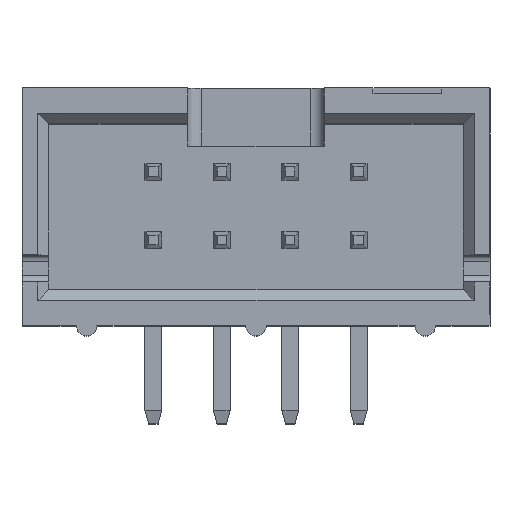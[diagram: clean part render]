
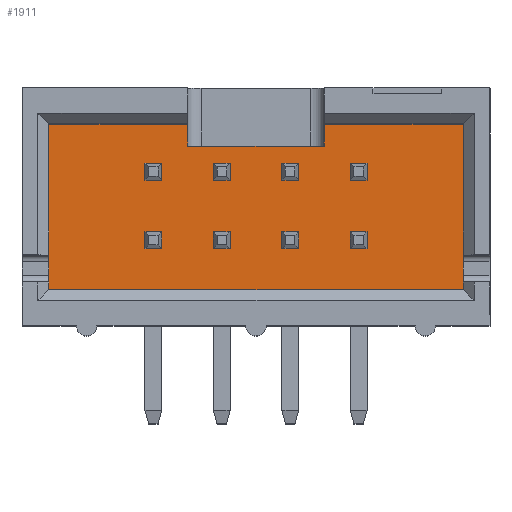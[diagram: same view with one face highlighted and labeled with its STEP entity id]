
A CAD part, top view. The second image highlights one B-rep face of the part: STEP entity #1911.
In plain terms, the highlighted planar face has unit normal (0, 0, 1).
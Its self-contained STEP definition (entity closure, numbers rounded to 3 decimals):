
#61 = VECTOR ( 'NONE', #6457, 1000. ) ;
#81 = CARTESIAN_POINT ( 'NONE',  ( -7.695, 6.671, 6.29 ) ) ;
#132 = ORIENTED_EDGE ( 'NONE', *, *, #827, .F. ) ;
#168 = DIRECTION ( 'NONE',  ( 0., 1., 0. ) ) ;
#174 = VERTEX_POINT ( 'NONE', #2390 ) ;
#201 = LINE ( 'NONE', #2261, #5765 ) ;
#206 = ORIENTED_EDGE ( 'NONE', *, *, #584, .T. ) ;
#217 = VERTEX_POINT ( 'NONE', #4116 ) ;
#336 = VERTEX_POINT ( 'NONE', #5306 ) ;
#345 = ORIENTED_EDGE ( 'NONE', *, *, #6231, .F. ) ;
#359 = LINE ( 'NONE', #3352, #6253 ) ;
#413 = CARTESIAN_POINT ( 'NONE',  ( 7.695, 1.715, 6.29 ) ) ;
#452 = VECTOR ( 'NONE', #6581, 1000. ) ;
#584 = EDGE_CURVE ( 'NONE', #6359, #5939, #359, .T. ) ;
#607 = CARTESIAN_POINT ( 'NONE',  ( 7.695, 2.529, 6.29 ) ) ;
#739 = DIRECTION ( 'NONE',  ( 0., -1., 0. ) ) ;
#786 = ORIENTED_EDGE ( 'NONE', *, *, #4675, .T. ) ;
#812 = CARTESIAN_POINT ( 'NONE',  ( 7.695, 7.865, 6.29 ) ) ;
#827 = EDGE_CURVE ( 'NONE', #174, #4845, #4235, .T. ) ;
#836 = DIRECTION ( 'NONE',  ( 0., 1., 0. ) ) ;
#858 = VERTEX_POINT ( 'NONE', #2770 ) ;
#1068 = LINE ( 'NONE', #1447, #2598 ) ;
#1245 = CARTESIAN_POINT ( 'NONE',  ( 2.54, 0., 6.29 ) ) ;
#1302 = CARTESIAN_POINT ( 'NONE',  ( 2.54, 7.865, 6.29 ) ) ;
#1304 = EDGE_CURVE ( 'NONE', #5939, #4672, #5989, .T. ) ;
#1400 = DIRECTION ( 'NONE',  ( 0., 0., 1. ) ) ;
#1447 = CARTESIAN_POINT ( 'NONE',  ( 7.695, 7.865, 6.29 ) ) ;
#1480 = DIRECTION ( 'NONE',  ( -1., 0., 0. ) ) ;
#1665 = ORIENTED_EDGE ( 'NONE', *, *, #2812, .T. ) ;
#1832 = LINE ( 'NONE', #812, #5420 ) ;
#1911 = ADVANCED_FACE ( 'NONE', ( #5104 ), #4036, .T. ) ;
#1971 = EDGE_CURVE ( 'NONE', #4672, #217, #3068, .T. ) ;
#1980 = ORIENTED_EDGE ( 'NONE', *, *, #1304, .T. ) ;
#2132 = EDGE_CURVE ( 'NONE', #5010, #6442, #1832, .T. ) ;
#2177 = EDGE_CURVE ( 'NONE', #4845, #3434, #6362, .T. ) ;
#2261 = CARTESIAN_POINT ( 'NONE',  ( -7.695, 1.715, 6.29 ) ) ;
#2333 = CARTESIAN_POINT ( 'NONE',  ( -2.54, 0., 6.29 ) ) ;
#2390 = CARTESIAN_POINT ( 'NONE',  ( -2.54, 7.865, 6.29 ) ) ;
#2449 = ORIENTED_EDGE ( 'NONE', *, *, #2132, .T. ) ;
#2598 = VECTOR ( 'NONE', #1480, 1000. ) ;
#2636 = VECTOR ( 'NONE', #3338, 1000. ) ;
#2763 = EDGE_CURVE ( 'NONE', #217, #5805, #4898, .T. ) ;
#2770 = CARTESIAN_POINT ( 'NONE',  ( -7.695, 7.865, 6.29 ) ) ;
#2812 = EDGE_CURVE ( 'NONE', #336, #5010, #6290, .T. ) ;
#2815 = ORIENTED_EDGE ( 'NONE', *, *, #5331, .T. ) ;
#2900 = DIRECTION ( 'NONE',  ( -1., 0., 0. ) ) ;
#3010 = VECTOR ( 'NONE', #6527, 1000. ) ;
#3068 = LINE ( 'NONE', #413, #6588 ) ;
#3162 = ORIENTED_EDGE ( 'NONE', *, *, #1971, .T. ) ;
#3207 = ORIENTED_EDGE ( 'NONE', *, *, #2177, .F. ) ;
#3338 = DIRECTION ( 'NONE',  ( 0., -1., 0. ) ) ;
#3352 = CARTESIAN_POINT ( 'NONE',  ( -7.695, 0., 6.29 ) ) ;
#3355 = CARTESIAN_POINT ( 'NONE',  ( -7.695, 1.715, 6.29 ) ) ;
#3359 = CARTESIAN_POINT ( 'NONE',  ( -7.695, 1.715, 6.29 ) ) ;
#3363 = EDGE_LOOP ( 'NONE', ( #132, #5047, #2815, #206, #1980, #3162, #5519, #786, #1665, #2449, #345, #3207 ) ) ;
#3434 = VERTEX_POINT ( 'NONE', #5605 ) ;
#3443 = CARTESIAN_POINT ( 'NONE',  ( 0., 0., 6.29 ) ) ;
#4036 = PLANE ( 'NONE',  #5520 ) ;
#4116 = CARTESIAN_POINT ( 'NONE',  ( 7.695, 1.715, 6.29 ) ) ;
#4235 = LINE ( 'NONE', #2333, #2636 ) ;
#4672 = VERTEX_POINT ( 'NONE', #3355 ) ;
#4675 = EDGE_CURVE ( 'NONE', #5805, #336, #6615, .T. ) ;
#4711 = VECTOR ( 'NONE', #168, 1000. ) ;
#4794 = EDGE_CURVE ( 'NONE', #174, #858, #1068, .T. ) ;
#4845 = VERTEX_POINT ( 'NONE', #6240 ) ;
#4898 = LINE ( 'NONE', #5823, #4711 ) ;
#4998 = CARTESIAN_POINT ( 'NONE',  ( 7.695, 1.715, 6.29 ) ) ;
#5010 = VERTEX_POINT ( 'NONE', #6345 ) ;
#5047 = ORIENTED_EDGE ( 'NONE', *, *, #4794, .T. ) ;
#5055 = CARTESIAN_POINT ( 'NONE',  ( 7.695, 0., 6.29 ) ) ;
#5104 = FACE_OUTER_BOUND ( 'NONE', #3363, .T. ) ;
#5306 = CARTESIAN_POINT ( 'NONE',  ( 7.695, 6.671, 6.29 ) ) ;
#5331 = EDGE_CURVE ( 'NONE', #858, #6359, #201, .T. ) ;
#5357 = CARTESIAN_POINT ( 'NONE',  ( 0., 7.05, 6.29 ) ) ;
#5376 = DIRECTION ( 'NONE',  ( 0., -1., 0. ) ) ;
#5393 = CARTESIAN_POINT ( 'NONE',  ( -7.695, 2.529, 6.29 ) ) ;
#5420 = VECTOR ( 'NONE', #2900, 1000. ) ;
#5422 = LINE ( 'NONE', #1245, #5874 ) ;
#5428 = DIRECTION ( 'NONE',  ( 1., 0., 0. ) ) ;
#5474 = DIRECTION ( 'NONE',  ( 1., 0., 0. ) ) ;
#5519 = ORIENTED_EDGE ( 'NONE', *, *, #2763, .T. ) ;
#5520 = AXIS2_PLACEMENT_3D ( 'NONE', #3443, #1400, #5536 ) ;
#5536 = DIRECTION ( 'NONE',  ( 1., 0., 0. ) ) ;
#5605 = CARTESIAN_POINT ( 'NONE',  ( 2.54, 7.05, 6.29 ) ) ;
#5765 = VECTOR ( 'NONE', #739, 1000. ) ;
#5805 = VERTEX_POINT ( 'NONE', #607 ) ;
#5823 = CARTESIAN_POINT ( 'NONE',  ( 7.695, 1.715, 6.29 ) ) ;
#5874 = VECTOR ( 'NONE', #836, 1000. ) ;
#5939 = VERTEX_POINT ( 'NONE', #5393 ) ;
#5989 = LINE ( 'NONE', #3359, #61 ) ;
#6231 = EDGE_CURVE ( 'NONE', #3434, #6442, #5422, .T. ) ;
#6240 = CARTESIAN_POINT ( 'NONE',  ( -2.54, 7.05, 6.29 ) ) ;
#6253 = VECTOR ( 'NONE', #5376, 1000. ) ;
#6270 = VECTOR ( 'NONE', #5428, 1000. ) ;
#6290 = LINE ( 'NONE', #4998, #3010 ) ;
#6345 = CARTESIAN_POINT ( 'NONE',  ( 7.695, 7.865, 6.29 ) ) ;
#6359 = VERTEX_POINT ( 'NONE', #81 ) ;
#6362 = LINE ( 'NONE', #5357, #6270 ) ;
#6442 = VERTEX_POINT ( 'NONE', #1302 ) ;
#6457 = DIRECTION ( 'NONE',  ( 0., -1., 0. ) ) ;
#6527 = DIRECTION ( 'NONE',  ( 0., 1., 0. ) ) ;
#6581 = DIRECTION ( 'NONE',  ( 0., 1., 0. ) ) ;
#6588 = VECTOR ( 'NONE', #5474, 1000. ) ;
#6615 = LINE ( 'NONE', #5055, #452 ) ;
